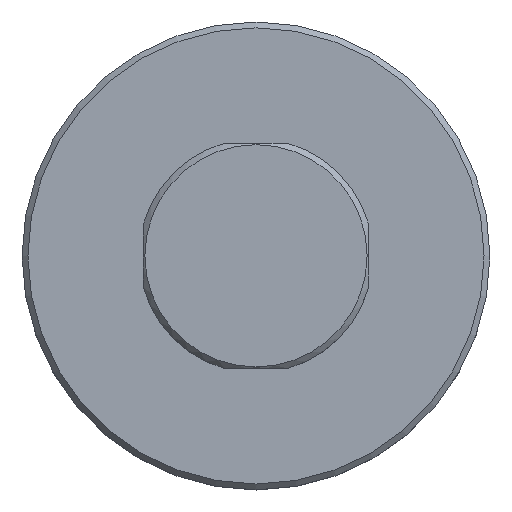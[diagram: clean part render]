
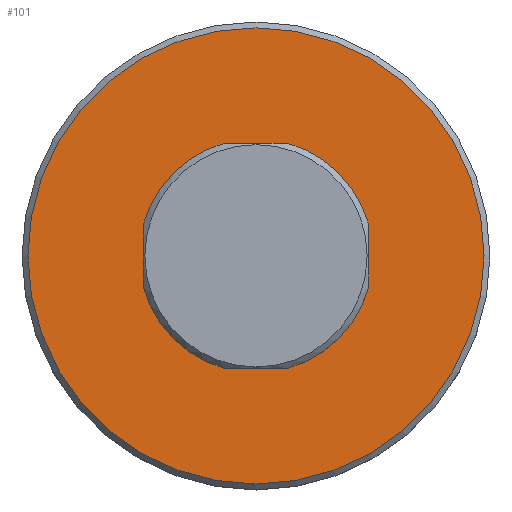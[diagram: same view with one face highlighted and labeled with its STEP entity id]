
A CAD part, top view. The second image highlights one B-rep face of the part: STEP entity #101.
In plain terms, the highlighted planar face has unit normal (0, 0, 1).
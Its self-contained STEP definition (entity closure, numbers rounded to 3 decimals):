
#80=FACE_OUTER_BOUND('',#165,.T.);
#101=ADVANCED_FACE('',(#80),#124,.T.);
#124=PLANE('',#395);
#165=EDGE_LOOP('',(#203));
#203=ORIENTED_EDGE('',*,*,#307,.F.);
#277=VERTEX_POINT('',#560);
#307=EDGE_CURVE('',#277,#277,#345,.T.);
#345=CIRCLE('',#394,39.);
#394=AXIS2_PLACEMENT_3D('',#559,#456,#457);
#395=AXIS2_PLACEMENT_3D('',#561,#458,#459);
#456=DIRECTION('',(0.,0.,-1.));
#457=DIRECTION('',(-1.,0.,0.));
#458=DIRECTION('',(0.,0.,1.));
#459=DIRECTION('',(1.,0.,0.));
#559=CARTESIAN_POINT('',(0.,0.,0.));
#560=CARTESIAN_POINT('',(-39.,0.,0.));
#561=CARTESIAN_POINT('',(0.,-39.,0.));
